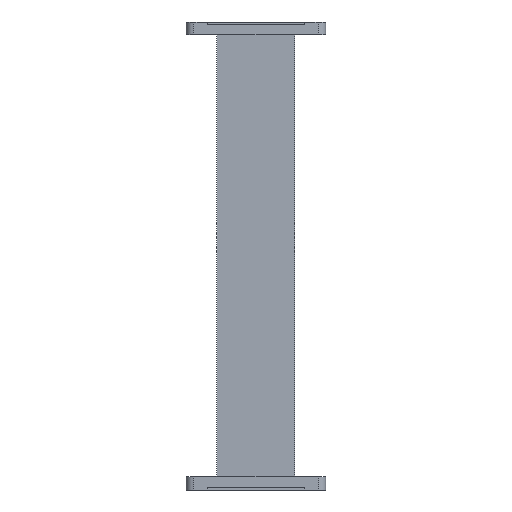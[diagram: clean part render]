
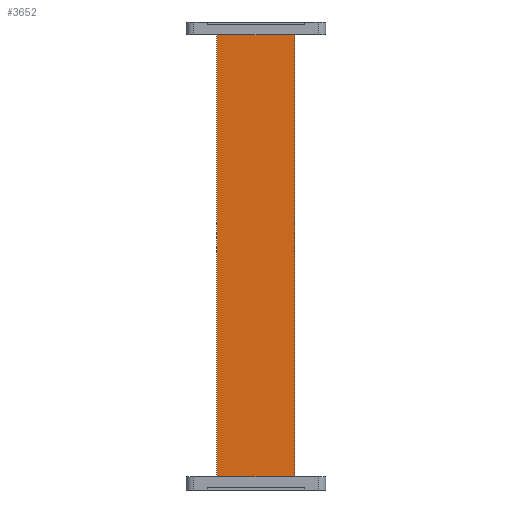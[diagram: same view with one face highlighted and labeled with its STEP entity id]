
A CAD part, front view. The second image highlights one B-rep face of the part: STEP entity #3652.
In plain terms, the highlighted planar face has unit normal (0, -1, 0).
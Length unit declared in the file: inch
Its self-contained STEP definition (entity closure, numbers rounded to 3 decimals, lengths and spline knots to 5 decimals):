
#43 = VERTEX_POINT ( 'NONE', #2592 ) ;
#111 = LINE ( 'NONE', #3283, #3015 ) ;
#255 = CARTESIAN_POINT ( 'NONE',  ( 0.75, -0.375, 4.5 ) ) ;
#304 = CARTESIAN_POINT ( 'NONE',  ( -0.75, -0.375, 4.5 ) ) ;
#348 = DIRECTION ( 'NONE',  ( -1., 0., 0. ) ) ;
#421 = VERTEX_POINT ( 'NONE', #1531 ) ;
#472 = DIRECTION ( 'NONE',  ( -1., 0., 0. ) ) ;
#617 = ORIENTED_EDGE ( 'NONE', *, *, #650, .F. ) ;
#625 = VECTOR ( 'NONE', #472, 39.37008 ) ;
#650 = EDGE_CURVE ( 'NONE', #421, #43, #1803, .T. ) ;
#670 = ORIENTED_EDGE ( 'NONE', *, *, #2284, .T. ) ;
#725 = ORIENTED_EDGE ( 'NONE', *, *, #3093, .F. ) ;
#735 = CARTESIAN_POINT ( 'NONE',  ( -0.75, -0.375, -4.25 ) ) ;
#875 = AXIS2_PLACEMENT_3D ( 'NONE', #304, #1144, #3205 ) ;
#1129 = VERTEX_POINT ( 'NONE', #3405 ) ;
#1144 = DIRECTION ( 'NONE',  ( 0., 1., 0. ) ) ;
#1359 = VECTOR ( 'NONE', #3555, 39.37008 ) ;
#1499 = FACE_OUTER_BOUND ( 'NONE', #1876, .T. ) ;
#1531 = CARTESIAN_POINT ( 'NONE',  ( 0.75, -0.375, 4.25 ) ) ;
#1803 = LINE ( 'NONE', #255, #1359 ) ;
#1876 = EDGE_LOOP ( 'NONE', ( #617, #2883, #670, #725 ) ) ;
#1958 = VECTOR ( 'NONE', #2952, 39.37008 ) ;
#2065 = EDGE_CURVE ( 'NONE', #421, #3332, #111, .T. ) ;
#2107 = CARTESIAN_POINT ( 'NONE',  ( -0.75, -0.375, 4.25 ) ) ;
#2195 = LINE ( 'NONE', #3459, #1958 ) ;
#2284 = EDGE_CURVE ( 'NONE', #3332, #1129, #2195, .T. ) ;
#2538 = LINE ( 'NONE', #735, #625 ) ;
#2592 = CARTESIAN_POINT ( 'NONE',  ( 0.75, -0.375, -4.25 ) ) ;
#2883 = ORIENTED_EDGE ( 'NONE', *, *, #2065, .T. ) ;
#2952 = DIRECTION ( 'NONE',  ( 0., 0., -1. ) ) ;
#3015 = VECTOR ( 'NONE', #348, 39.37008 ) ;
#3093 = EDGE_CURVE ( 'NONE', #43, #1129, #2538, .T. ) ;
#3205 = DIRECTION ( 'NONE',  ( -1., 0., 0. ) ) ;
#3283 = CARTESIAN_POINT ( 'NONE',  ( 0., -0.375, 4.25 ) ) ;
#3332 = VERTEX_POINT ( 'NONE', #2107 ) ;
#3405 = CARTESIAN_POINT ( 'NONE',  ( -0.75, -0.375, -4.25 ) ) ;
#3459 = CARTESIAN_POINT ( 'NONE',  ( -0.75, -0.375, 4.5 ) ) ;
#3555 = DIRECTION ( 'NONE',  ( 0., 0., -1. ) ) ;
#3652 = ADVANCED_FACE ( 'NONE', ( #1499 ), #3783, .F. ) ;
#3783 = PLANE ( 'NONE',  #875 ) ;
